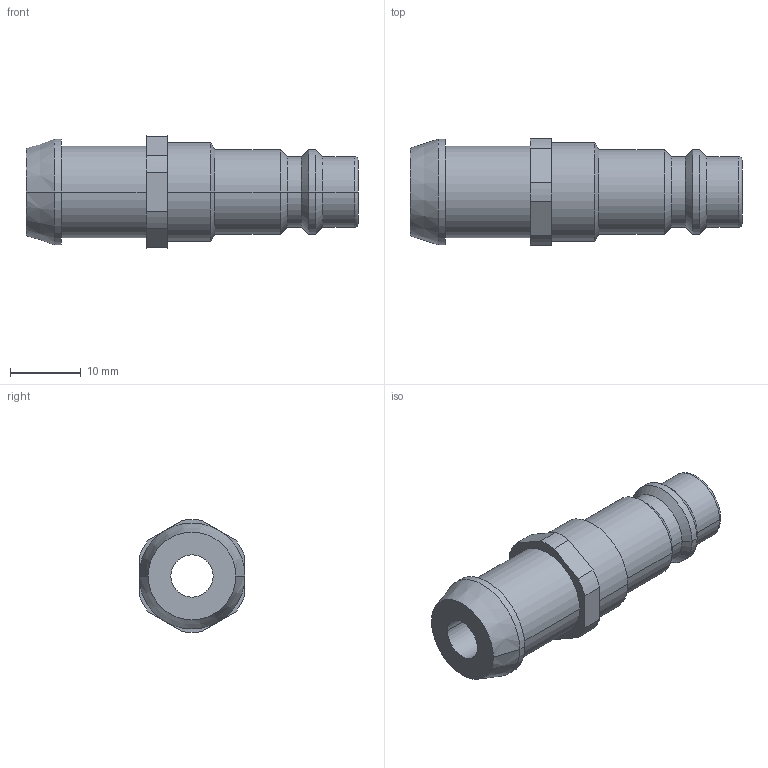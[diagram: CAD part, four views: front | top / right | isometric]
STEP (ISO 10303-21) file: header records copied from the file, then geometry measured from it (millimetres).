
FILE_DESCRIPTION (( 'STEP AP214' ), '1' );
FILE_NAME ('ERP07.6813.STEP', '2018-09-11T11:34:01', ( '' ), ( '' ), 'SwSTEP 2.0', 'SolidWorks 2018', '' );
FILE_SCHEMA (( 'AUTOMOTIVE_DESIGN' ));
Length unit declared in the file: millimetre
Products named in the file (1): ERP07.6813
Bounding box: 47 x 15 x 15.97 mm (x, y, z)
Volume: 4617.3 mm3; surface area: 3091.8 mm2
Topology: 1 solids, 1 shells, 47 faces, 104 edges, 62 vertices
Faces by surface type: cylinder 22, cone 12, plane 11, torus 2
Entity records: 1332 total; most frequent: DIRECTION 252, CARTESIAN_POINT 214, ORIENTED_EDGE 208, EDGE_CURVE 104, AXIS2_PLACEMENT_3D 100, VERTEX_POINT 62, CIRCLE 52, VECTOR 52
